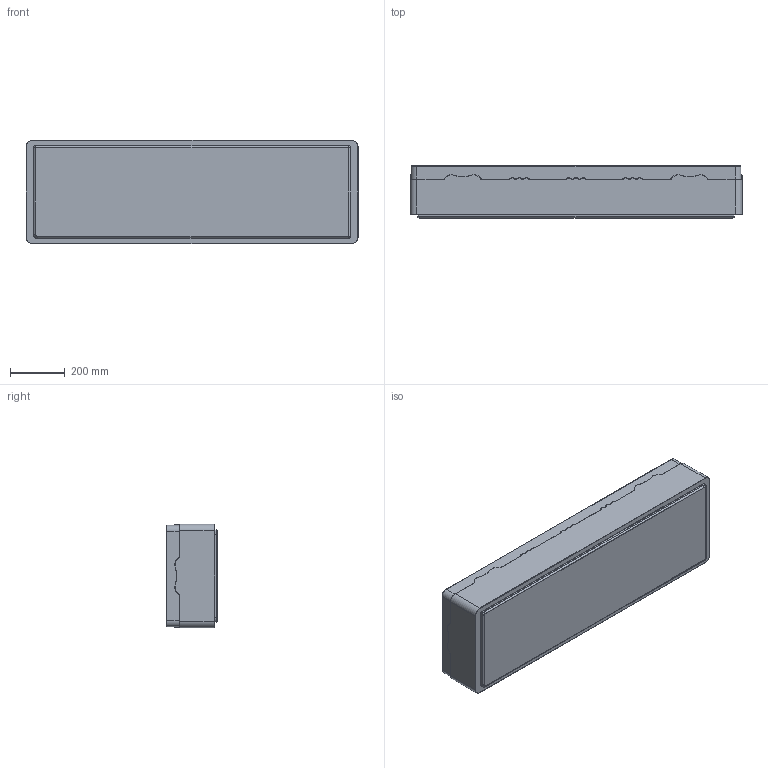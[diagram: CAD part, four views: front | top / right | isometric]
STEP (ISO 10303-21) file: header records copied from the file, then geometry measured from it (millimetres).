
FILE_DESCRIPTION((''),'2;1');
FILE_NAME('136028WSM','2025-06-20T11:57:42',('SYSTEM'),(''),'CREO PARAMETRIC BY PTC INC, 2023294','CREO PARAMETRIC BY PTC INC, 2023294','');
FILE_SCHEMA(('CONFIG_CONTROL_DESIGN'));
Length unit declared in the file: inch
Products named in the file (1): 136028WSM
Bounding box: 1217.93 x 190.5 x 379.73 mm (x, y, z)
Volume: 12730502.3 mm3; surface area: 2035360 mm2
Topology: 1 solids, 1 shells, 322 faces, 852 edges, 616 vertices
Faces by surface type: cylinder 156, torus 92, plane 44, bspline 30
Entity records: 11064 total; most frequent: CARTESIAN_POINT 3187, DIRECTION 1794, ORIENTED_EDGE 1540, EDGE_CURVE 770, AXIS2_PLACEMENT_3D 722, VERTEX_POINT 452, CIRCLE 428, VECTOR 350
